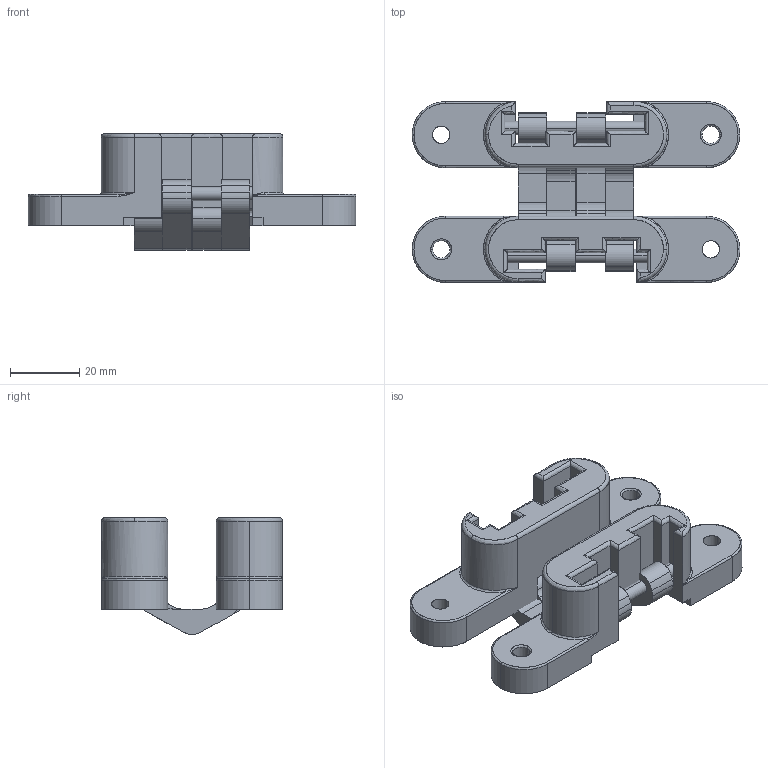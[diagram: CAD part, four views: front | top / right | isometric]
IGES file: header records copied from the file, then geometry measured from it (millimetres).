
Start section: SolidWorks IGES file using analytic representation for surfaces
Global section: file name: CL-95776.IGS; native system: SolidWorks 2006 by SolidWorks Corporation; preprocessor: SolidWorks 2006 by SolidWorks Corporation; author: Deathkiller; date: 080621.135930; units: millimetre
Bounding box: 94.3 x 52 x 33.6 mm (x, y, z)
Surface area: 23164.7 mm2 (no closed solid volume)
Topology: 0 solids, 0 shells, 298 faces, 3576 edges, 3572 vertices
Faces by surface type: bspline 156, revolution 142
